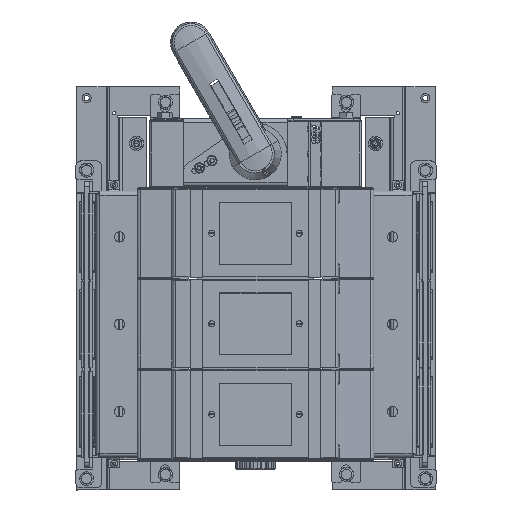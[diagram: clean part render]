
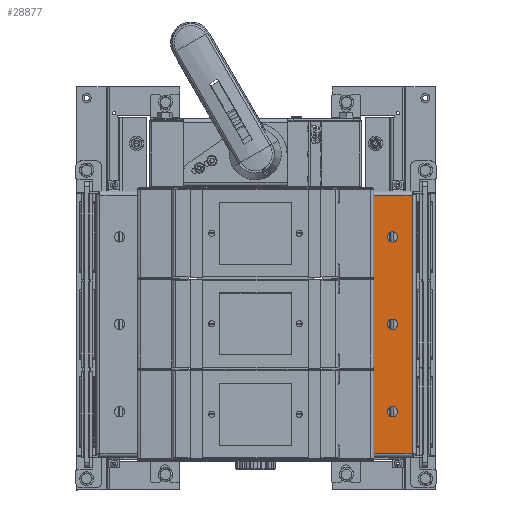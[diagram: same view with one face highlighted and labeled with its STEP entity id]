
A CAD part, top view. The second image highlights one B-rep face of the part: STEP entity #28877.
In plain terms, the highlighted planar face has unit normal (0, 0, 1).
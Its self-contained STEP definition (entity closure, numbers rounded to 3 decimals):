
#676 = ORIENTED_EDGE ( 'NONE', *, *, #11468, .F. ) ;
#3434 = LINE ( 'NONE', #10540, #85385 ) ;
#5884 = ORIENTED_EDGE ( 'NONE', *, *, #105598, .T. ) ;
#5976 = VERTEX_POINT ( 'NONE', #54975 ) ;
#6941 = DIRECTION ( 'NONE',  ( 0., 0., 1. ) ) ;
#7720 = EDGE_CURVE ( 'NONE', #40963, #21214, #15030, .T. ) ;
#7777 = ORIENTED_EDGE ( 'NONE', *, *, #60231, .T. ) ;
#10314 = CIRCLE ( 'NONE', #24221, 5. ) ;
#10540 = CARTESIAN_POINT ( 'NONE',  ( 175.677, -517.266, 58.5 ) ) ;
#11468 = EDGE_CURVE ( 'NONE', #38554, #64471, #23962, .T. ) ;
#12075 = DIRECTION ( 'NONE',  ( 0., 0., 1. ) ) ;
#12598 = VERTEX_POINT ( 'NONE', #46125 ) ;
#13578 = DIRECTION ( 'NONE',  ( 0., 0., -1. ) ) ;
#14301 = EDGE_LOOP ( 'NONE', ( #31273, #5884, #7777, #51950 ) ) ;
#15030 = LINE ( 'NONE', #80300, #99437 ) ;
#15040 = AXIS2_PLACEMENT_3D ( 'NONE', #55979, #6941, #64222 ) ;
#15519 = CARTESIAN_POINT ( 'NONE',  ( 147.677, -642.766, 58.5 ) ) ;
#15608 = ORIENTED_EDGE ( 'NONE', *, *, #20628, .F. ) ;
#15806 = ORIENTED_EDGE ( 'NONE', *, *, #104332, .F. ) ;
#20628 = EDGE_CURVE ( 'NONE', #64471, #38554, #42140, .T. ) ;
#20768 = AXIS2_PLACEMENT_3D ( 'NONE', #88219, #39233, #96425 ) ;
#21214 = VERTEX_POINT ( 'NONE', #98383 ) ;
#23962 = CIRCLE ( 'NONE', #53548, 5. ) ;
#24221 = AXIS2_PLACEMENT_3D ( 'NONE', #25173, #82359, #33371 ) ;
#25173 = CARTESIAN_POINT ( 'NONE',  ( 152.677, -557.766, 58.5 ) ) ;
#26760 = DIRECTION ( 'NONE',  ( 0., 0., 1. ) ) ;
#26841 = FACE_BOUND ( 'NONE', #40455, .T. ) ;
#28877 = ADVANCED_FACE ( 'NONE', ( #89483, #45990, #26841, #67839 ), #38226, .F. ) ;
#30041 = CARTESIAN_POINT ( 'NONE',  ( 175.677, -513.266, 58.5 ) ) ;
#31273 = ORIENTED_EDGE ( 'NONE', *, *, #7720, .T. ) ;
#31312 = DIRECTION ( 'NONE',  ( 0., -1., 0. ) ) ;
#31739 = CARTESIAN_POINT ( 'NONE',  ( 152.677, -642.766, 58.5 ) ) ;
#33371 = DIRECTION ( 'NONE',  ( 0., 1., 0. ) ) ;
#33817 = CARTESIAN_POINT ( 'NONE',  ( 147.677, -727.766, 58.5 ) ) ;
#38226 = PLANE ( 'NONE',  #96286 ) ;
#38554 = VERTEX_POINT ( 'NONE', #44489 ) ;
#39233 = DIRECTION ( 'NONE',  ( 0., 0., 1. ) ) ;
#39965 = DIRECTION ( 'NONE',  ( 0., 1., 0. ) ) ;
#40455 = EDGE_LOOP ( 'NONE', ( #676, #15608 ) ) ;
#40963 = VERTEX_POINT ( 'NONE', #58315 ) ;
#41250 = CARTESIAN_POINT ( 'NONE',  ( 171.677, -518.104, 58.5 ) ) ;
#42140 = CIRCLE ( 'NONE', #15040, 5. ) ;
#44489 = CARTESIAN_POINT ( 'NONE',  ( 157.677, -727.766, 58.5 ) ) ;
#45654 = VERTEX_POINT ( 'NONE', #65583 ) ;
#45990 = FACE_BOUND ( 'NONE', #90865, .T. ) ;
#46125 = CARTESIAN_POINT ( 'NONE',  ( 157.677, -642.766, 58.5 ) ) ;
#46997 = CIRCLE ( 'NONE', #77182, 5. ) ;
#47108 = AXIS2_PLACEMENT_3D ( 'NONE', #75733, #26760, #83960 ) ;
#48541 = CARTESIAN_POINT ( 'NONE',  ( 147.677, -557.766, 58.5 ) ) ;
#49454 = DIRECTION ( 'NONE',  ( 0., 1., 0. ) ) ;
#50651 = VECTOR ( 'NONE', #49454, 1000. ) ;
#51300 = DIRECTION ( 'NONE',  ( 1., 0., 0. ) ) ;
#51950 = ORIENTED_EDGE ( 'NONE', *, *, #59595, .T. ) ;
#53033 = EDGE_CURVE ( 'NONE', #5976, #100584, #57585, .T. ) ;
#53548 = AXIS2_PLACEMENT_3D ( 'NONE', #61097, #12075, #69335 ) ;
#54975 = CARTESIAN_POINT ( 'NONE',  ( 157.677, -557.766, 58.5 ) ) ;
#55979 = CARTESIAN_POINT ( 'NONE',  ( 152.677, -727.766, 58.5 ) ) ;
#56257 = ORIENTED_EDGE ( 'NONE', *, *, #53033, .F. ) ;
#57175 = ORIENTED_EDGE ( 'NONE', *, *, #82795, .F. ) ;
#57493 = EDGE_CURVE ( 'NONE', #104254, #12598, #81945, .T. ) ;
#57585 = CIRCLE ( 'NONE', #20768, 5. ) ;
#58315 = CARTESIAN_POINT ( 'NONE',  ( 123.677, -517.266, 58.5 ) ) ;
#59566 = CARTESIAN_POINT ( 'NONE',  ( 175.677, -768.266, 58.5 ) ) ;
#59595 = EDGE_CURVE ( 'NONE', #45654, #40963, #3434, .T. ) ;
#60231 = EDGE_CURVE ( 'NONE', #100383, #45654, #94161, .T. ) ;
#61097 = CARTESIAN_POINT ( 'NONE',  ( 152.677, -727.766, 58.5 ) ) ;
#63804 = LINE ( 'NONE', #59566, #85553 ) ;
#64222 = DIRECTION ( 'NONE',  ( 0., 1., 0. ) ) ;
#64471 = VERTEX_POINT ( 'NONE', #33817 ) ;
#65583 = CARTESIAN_POINT ( 'NONE',  ( 171.677, -517.266, 58.5 ) ) ;
#67839 = FACE_OUTER_BOUND ( 'NONE', #14301, .T. ) ;
#68640 = EDGE_LOOP ( 'NONE', ( #56257, #15806 ) ) ;
#69335 = DIRECTION ( 'NONE',  ( 0., 1., 0. ) ) ;
#70478 = CARTESIAN_POINT ( 'NONE',  ( 171.677, -768.266, 58.5 ) ) ;
#72269 = ORIENTED_EDGE ( 'NONE', *, *, #57493, .F. ) ;
#75733 = CARTESIAN_POINT ( 'NONE',  ( 152.677, -642.766, 58.5 ) ) ;
#77182 = AXIS2_PLACEMENT_3D ( 'NONE', #31739, #88946, #39965 ) ;
#80300 = CARTESIAN_POINT ( 'NONE',  ( 123.677, -513.266, 58.5 ) ) ;
#81945 = CIRCLE ( 'NONE', #47108, 5. ) ;
#82359 = DIRECTION ( 'NONE',  ( 0., 0., 1. ) ) ;
#82795 = EDGE_CURVE ( 'NONE', #12598, #104254, #46997, .T. ) ;
#83960 = DIRECTION ( 'NONE',  ( 0., 1., 0. ) ) ;
#85385 = VECTOR ( 'NONE', #92762, 1000. ) ;
#85553 = VECTOR ( 'NONE', #51300, 1000. ) ;
#88219 = CARTESIAN_POINT ( 'NONE',  ( 152.677, -557.766, 58.5 ) ) ;
#88946 = DIRECTION ( 'NONE',  ( 0., 0., 1. ) ) ;
#89483 = FACE_BOUND ( 'NONE', #68640, .T. ) ;
#90865 = EDGE_LOOP ( 'NONE', ( #57175, #72269 ) ) ;
#92762 = DIRECTION ( 'NONE',  ( -1., 0., 0. ) ) ;
#94161 = LINE ( 'NONE', #41250, #50651 ) ;
#95426 = DIRECTION ( 'NONE',  ( 0., 1., 0. ) ) ;
#96286 = AXIS2_PLACEMENT_3D ( 'NONE', #30041, #13578, #95426 ) ;
#96425 = DIRECTION ( 'NONE',  ( 0., 1., 0. ) ) ;
#98383 = CARTESIAN_POINT ( 'NONE',  ( 123.677, -768.266, 58.5 ) ) ;
#99437 = VECTOR ( 'NONE', #31312, 1000. ) ;
#100383 = VERTEX_POINT ( 'NONE', #70478 ) ;
#100584 = VERTEX_POINT ( 'NONE', #48541 ) ;
#104254 = VERTEX_POINT ( 'NONE', #15519 ) ;
#104332 = EDGE_CURVE ( 'NONE', #100584, #5976, #10314, .T. ) ;
#105598 = EDGE_CURVE ( 'NONE', #21214, #100383, #63804, .T. ) ;
